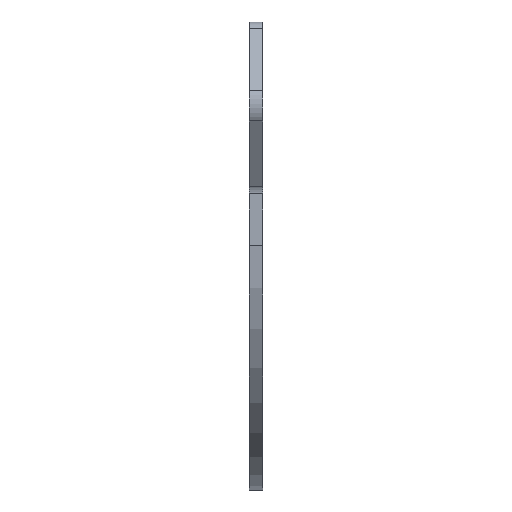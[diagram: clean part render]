
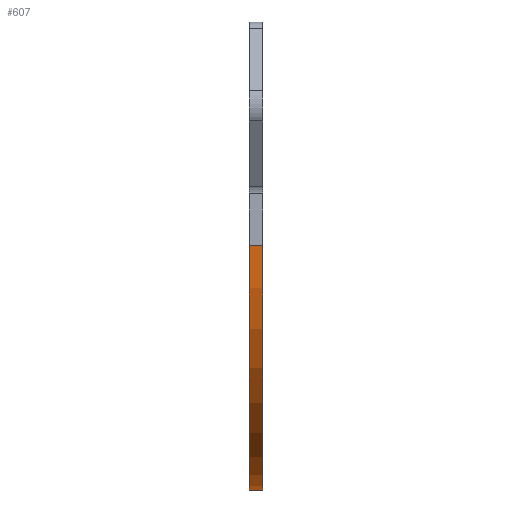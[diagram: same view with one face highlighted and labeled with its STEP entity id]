
A CAD part, left-side view. The second image highlights one B-rep face of the part: STEP entity #607.
In plain terms, the highlighted cylindrical face has radius 55.562 mm (diameter 111.125 mm), a partial arc.
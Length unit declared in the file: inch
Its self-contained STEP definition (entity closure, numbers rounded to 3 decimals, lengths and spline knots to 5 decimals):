
#33 = DIRECTION ( 'NONE',  ( 0., -1., 0. ) ) ;
#45 = CARTESIAN_POINT ( 'NONE',  ( 4.375, 0.125, -2. ) ) ;
#53 = DIRECTION ( 'NONE',  ( 0., 0., -1. ) ) ;
#65 = LINE ( 'NONE', #779, #320 ) ;
#109 = LINE ( 'NONE', #45, #569 ) ;
#122 = AXIS2_PLACEMENT_3D ( 'NONE', #854, #135, #219 ) ;
#126 = VERTEX_POINT ( 'NONE', #564 ) ;
#135 = DIRECTION ( 'NONE',  ( 0., 1., 0. ) ) ;
#136 = EDGE_CURVE ( 'NONE', #452, #203, #109, .T. ) ;
#202 = DIRECTION ( 'NONE',  ( 0., 0., 1. ) ) ;
#203 = VERTEX_POINT ( 'NONE', #859 ) ;
#219 = DIRECTION ( 'NONE',  ( 0., 0., 1. ) ) ;
#239 = EDGE_CURVE ( 'NONE', #878, #126, #65, .T. ) ;
#265 = ORIENTED_EDGE ( 'NONE', *, *, #308, .F. ) ;
#276 = FACE_OUTER_BOUND ( 'NONE', #844, .T. ) ;
#278 = EDGE_CURVE ( 'NONE', #203, #126, #862, .T. ) ;
#308 = EDGE_CURVE ( 'NONE', #452, #878, #773, .T. ) ;
#320 = VECTOR ( 'NONE', #467, 39.37008 ) ;
#332 = CARTESIAN_POINT ( 'NONE',  ( 4.375, 0.125, -2. ) ) ;
#350 = AXIS2_PLACEMENT_3D ( 'NONE', #738, #830, #53 ) ;
#400 = ORIENTED_EDGE ( 'NONE', *, *, #278, .T. ) ;
#438 = CYLINDRICAL_SURFACE ( 'NONE', #350, 2.1875 ) ;
#446 = CARTESIAN_POINT ( 'NONE',  ( 2.1875, 0.125, -2. ) ) ;
#452 = VERTEX_POINT ( 'NONE', #332 ) ;
#467 = DIRECTION ( 'NONE',  ( 0., -1., 0. ) ) ;
#564 = CARTESIAN_POINT ( 'NONE',  ( 0., 0., -2. ) ) ;
#569 = VECTOR ( 'NONE', #33, 39.37008 ) ;
#607 = ADVANCED_FACE ( 'NONE', ( #276 ), #438, .T. ) ;
#673 = CARTESIAN_POINT ( 'NONE',  ( 0., 0.125, -2. ) ) ;
#738 = CARTESIAN_POINT ( 'NONE',  ( 2.1875, 0.125, -2. ) ) ;
#773 = CIRCLE ( 'NONE', #1026, 2.1875 ) ;
#779 = CARTESIAN_POINT ( 'NONE',  ( 0., 0.125, -2. ) ) ;
#780 = DIRECTION ( 'NONE',  ( 0., 1., 0. ) ) ;
#830 = DIRECTION ( 'NONE',  ( 0., -1., 0. ) ) ;
#844 = EDGE_LOOP ( 'NONE', ( #400, #990, #265, #1022 ) ) ;
#854 = CARTESIAN_POINT ( 'NONE',  ( 2.1875, 0., -2. ) ) ;
#859 = CARTESIAN_POINT ( 'NONE',  ( 4.375, 0., -2. ) ) ;
#862 = CIRCLE ( 'NONE', #122, 2.1875 ) ;
#878 = VERTEX_POINT ( 'NONE', #673 ) ;
#990 = ORIENTED_EDGE ( 'NONE', *, *, #239, .F. ) ;
#1022 = ORIENTED_EDGE ( 'NONE', *, *, #136, .T. ) ;
#1026 = AXIS2_PLACEMENT_3D ( 'NONE', #446, #780, #202 ) ;
